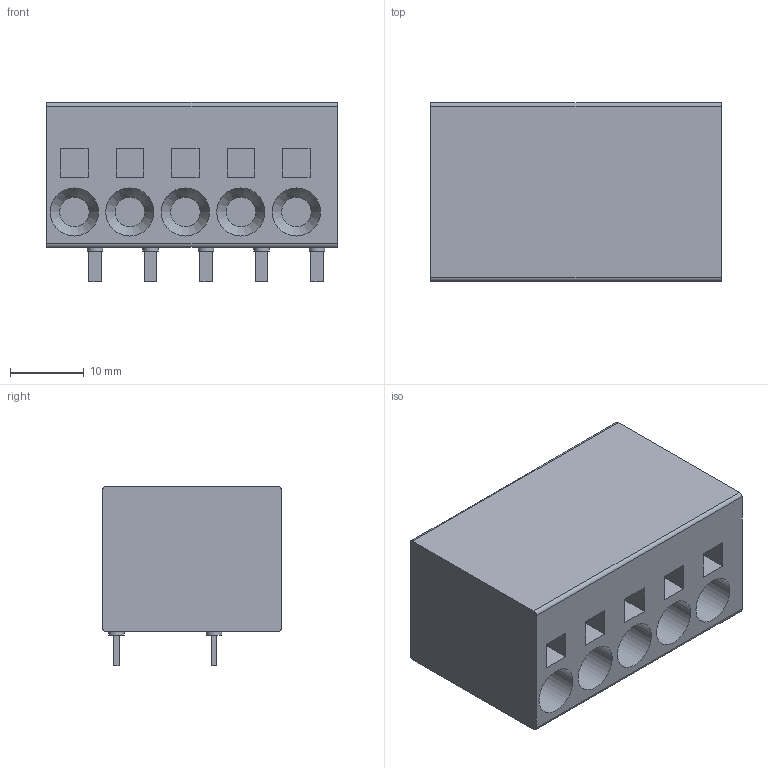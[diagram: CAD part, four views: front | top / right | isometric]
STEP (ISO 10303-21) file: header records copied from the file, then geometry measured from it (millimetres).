
FILE_DESCRIPTION(/* description */ ('model of PhoenixContact_SPT_5_5-H-7.5-ZB_1x05_P7.5mm_Horizontal'),/* implementation_level */ '2;1');
FILE_NAME(/* name */ 'PhoenixContact_SPT_5_5-H-7.5-ZB_1x05_P7.5mm_Horizontal.step',/* time_stamp */ '2023-01-30T13:57:56',/* author */ ('KiCAD','kicad'),/* organization */ ('OCCT'),/* preprocessor_version */ '',/* originating_system */ 'KiCAD',/* authorisation */ '');
FILE_SCHEMA(('AUTOMOTIVE_DESIGN { 1 0 10303 214 1 1 1 1 }'));
Length unit declared in the file: millimetre
Products named in the file (7): CQ assembly; b6d2402c-a09d-11ed-8f45-a0cec80452fd; b6d2402c-a09d-11ed-8f45-a0cec80452fd_part; b6d24482-a09d-11ed-8f45-a0cec80452fd; b6d24482-a09d-11ed-8f45-a0cec80452fd_part; b6d2475c-a09d-11ed-8f45-a0cec80452fd; b6d2475c-a09d-11ed-8f45-a0cec80452fd_part
Assembly tree (6 placements, depth 4):
  CQ assembly
    b6d2402c-a09d-11ed-8f45-a0cec80452fd
      b6d2402c-a09d-11ed-8f45-a0cec80452fd_part
      b6d24482-a09d-11ed-8f45-a0cec80452fd
        b6d24482-a09d-11ed-8f45-a0cec80452fd_part
      b6d2475c-a09d-11ed-8f45-a0cec80452fd
        b6d2475c-a09d-11ed-8f45-a0cec80452fd_part
Bounding box: 39.3 x 24.15 x 24.2 mm (x, y, z)
Volume: 17025.7 mm3; surface area: 5637.8 mm2
Topology: 6 solids, 6 shells, 90 faces, 184 edges, 121 vertices
Faces by surface type: plane 71, cylinder 14, cone 5
Full cylindrical faces by diameter (mm): 2.1 x5, 6.5 x5
Entity records: 2495 total; most frequent: DIRECTION 411, CARTESIAN_POINT 402, ORIENTED_EDGE 368, EDGE_CURVE 184, LINE 151, VECTOR 151, AXIS2_PLACEMENT_3D 130, VERTEX_POINT 121
